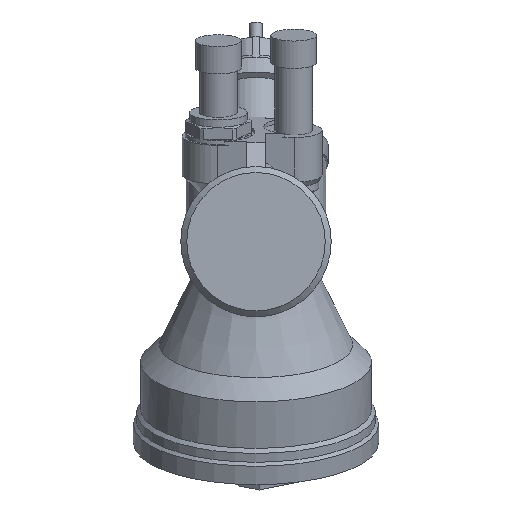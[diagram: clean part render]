
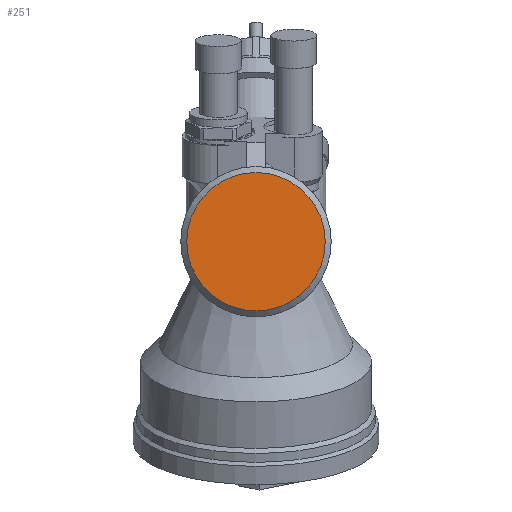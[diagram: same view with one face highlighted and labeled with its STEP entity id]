
A CAD part, left-side view. The second image highlights one B-rep face of the part: STEP entity #251.
In plain terms, the highlighted planar face has unit normal (-1, 0, 0).
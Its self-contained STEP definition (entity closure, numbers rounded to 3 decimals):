
#251 = ADVANCED_FACE( '', ( #646 ), #647, .F. );
#646 = FACE_OUTER_BOUND( '', #1210, .T. );
#647 = PLANE( '', #1211 );
#1210 = EDGE_LOOP( '', ( #1974 ) );
#1211 = AXIS2_PLACEMENT_3D( '', #1975, #1976, #1977 );
#1974 = ORIENTED_EDGE( '', *, *, #3438, .T. );
#1975 = CARTESIAN_POINT( '', ( -67.8, 0., 18.5 ) );
#1976 = DIRECTION( '', ( 1., 0., 0. ) );
#1977 = DIRECTION( '', ( 0., 0., -1. ) );
#3438 = EDGE_CURVE( '', #4092, #4092, #4093, .T. );
#4092 = VERTEX_POINT( '', #5332 );
#4093 = CIRCLE( '', #5333, 22.002 );
#5332 = CARTESIAN_POINT( '', ( -67.8, 0., 22.002 ) );
#5333 = AXIS2_PLACEMENT_3D( '', #7233, #7234, #7235 );
#7233 = CARTESIAN_POINT( '', ( -67.8, 0., 0. ) );
#7234 = DIRECTION( '', ( -1., 0., 0. ) );
#7235 = DIRECTION( '', ( 0., 0., 1. ) );
